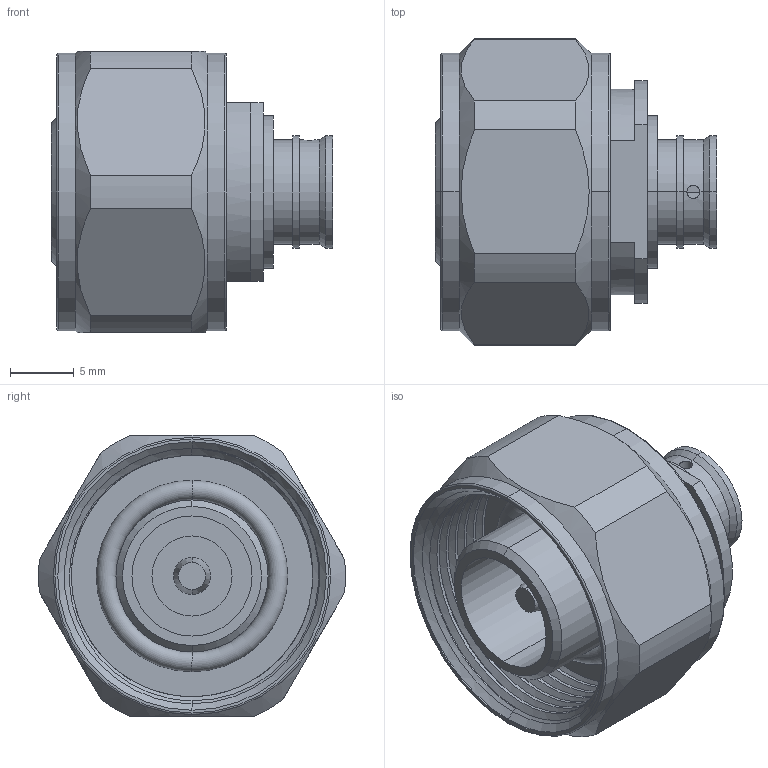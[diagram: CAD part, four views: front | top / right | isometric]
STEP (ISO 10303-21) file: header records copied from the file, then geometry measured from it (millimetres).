
FILE_DESCRIPTION (( 'STEP AP214' ), '1' );
FILE_NAME ('FMCN1690.step', '2021-01-28T21:28:23', ( '' ), ( '' ), 'SwSTEP 2.0', 'SolidWorks 2018', '' );
FILE_SCHEMA (( 'AUTOMOTIVE_DESIGN' ));
Length unit declared in the file: inch
Products named in the file (1): FMCN1690
Bounding box: 22 x 24.02 x 22 mm (x, y, z)
Volume: 4282.1 mm3; surface area: 3798.1 mm2
Topology: 2 solids, 2 shells, 108 faces, 256 edges, 160 vertices
Faces by surface type: cylinder 54, plane 26, cone 14, torus 8, bspline 6
Entity records: 5456 total; most frequent: CARTESIAN_POINT 2994, ORIENTED_EDGE 512, DIRECTION 501, EDGE_CURVE 256, AXIS2_PLACEMENT_3D 206, VERTEX_POINT 160, EDGE_LOOP 120, ADVANCED_FACE 108
